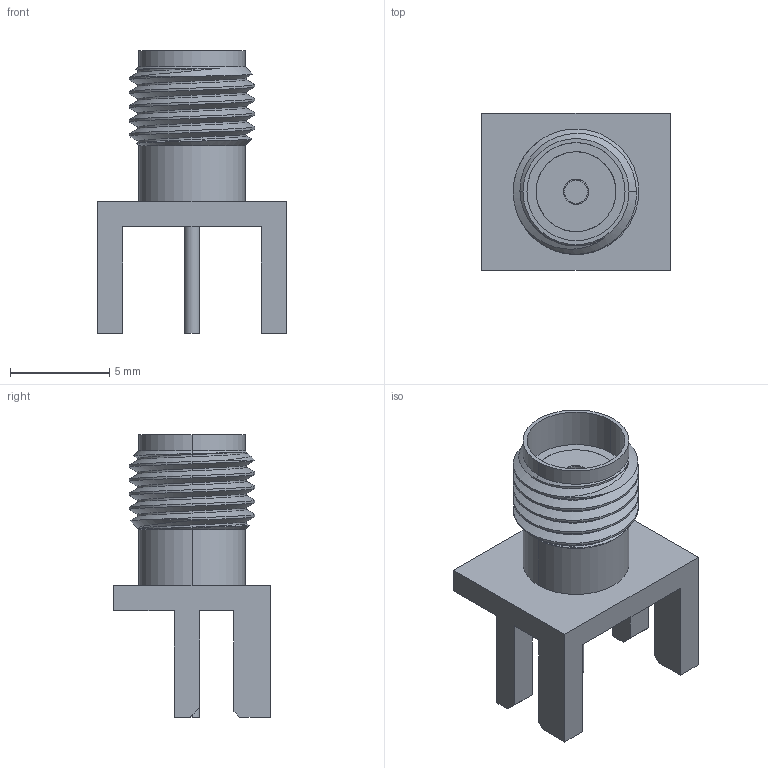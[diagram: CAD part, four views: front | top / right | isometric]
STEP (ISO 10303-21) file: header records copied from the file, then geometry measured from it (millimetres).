
FILE_DESCRIPTION(('STEP AP242'),'1');
FILE_NAME('60312202114509.stp','2021-01-26T07:07:41',('TraceParts'),('TraceParts S.A.'),'Spatial InterOp 3D',' ',' ');
FILE_SCHEMA(('AP242_MANAGED_MODEL_BASED_3D_ENGINEERING_MIM_LF {1 0 10303 442 1 1 4}'));
Length unit declared in the file: millimetre
Products named in the file (1): 60312202114509_1
Bounding box: 9.52 x 7.92 x 14.27 mm (x, y, z)
Volume: 288.3 mm3; surface area: 781.6 mm2
Topology: 3 solids, 3 shells, 111 faces, 282 edges, 185 vertices
Faces by surface type: cylinder 56, plane 42, cone 7, torus 4, bspline 2
Entity records: 7407 total; most frequent: CARTESIAN_POINT 3862, ORIENTED_EDGE 564, DIRECTION 551, EDGE_CURVE 282, AXIS2_PLACEMENT_3D 209, VERTEX_POINT 185, LINE 133, VECTOR 133
